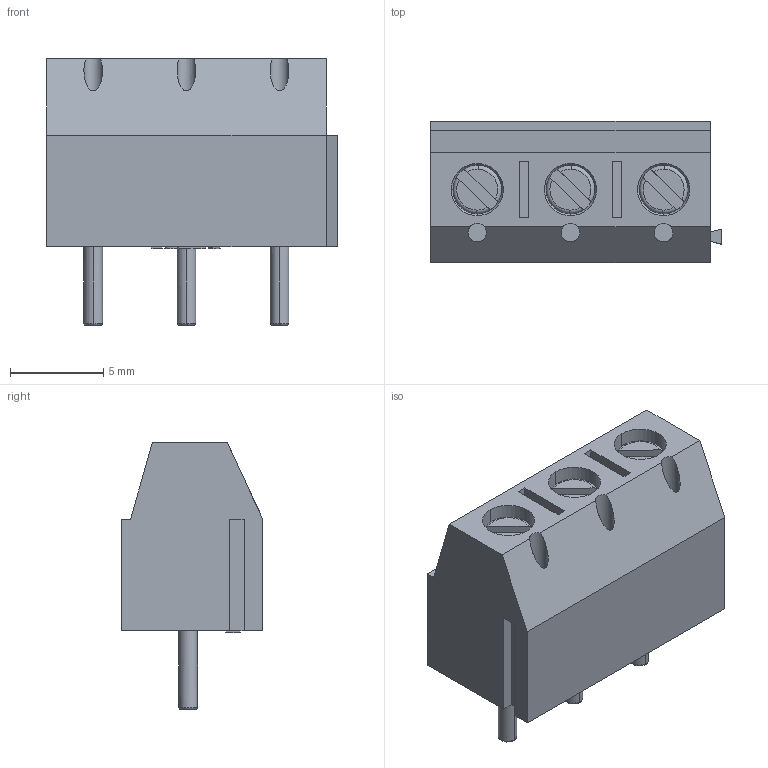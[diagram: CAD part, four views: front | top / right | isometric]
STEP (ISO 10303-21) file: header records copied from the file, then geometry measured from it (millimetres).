
FILE_DESCRIPTION(('STEP AP214'),'1');
FILE_NAME('CONN-TH_XY301V-A-5.0-3P.stp','2021-08-18T18:54:34',(' '),(' '),'Spatial InterOp 3D',' ',' ');
FILE_SCHEMA(('AUTOMOTIVE_DESIGN { 1 0 10303 214 1 1 1 1 }'));
Length unit declared in the file: millimetre
Products named in the file (1): PRT0001
Bounding box: 15.6 x 7.6 x 14.3 mm (x, y, z)
Volume: 673.8 mm3; surface area: 1862.3 mm2
Topology: 10 solids, 10 shells, 329 faces, 873 edges, 576 vertices
Faces by surface type: plane 230, cylinder 69, torus 24, cone 6
Entity records: 12895 total; most frequent: CARTESIAN_POINT 1846, ORIENTED_EDGE 1746, DIRECTION 1733, EDGE_CURVE 873, LINE 651, VECTOR 651, VERTEX_POINT 576, AXIS2_PLACEMENT_3D 541
